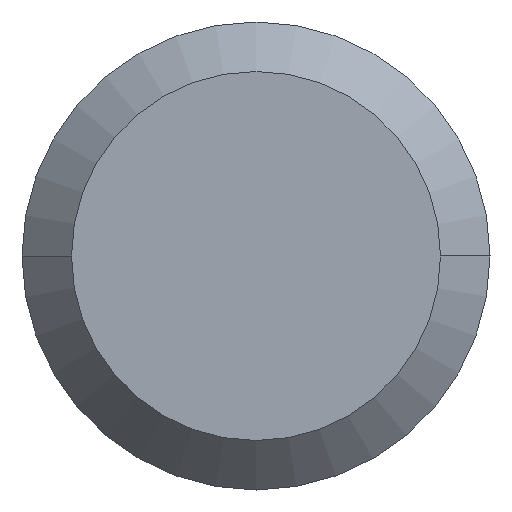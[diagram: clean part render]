
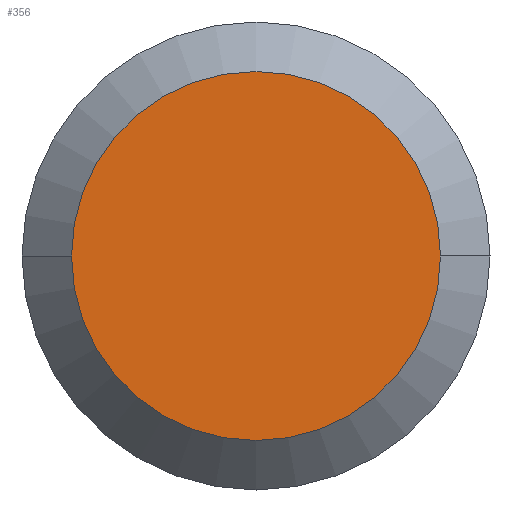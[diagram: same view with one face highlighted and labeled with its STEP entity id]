
A CAD part, left-side view. The second image highlights one B-rep face of the part: STEP entity #356.
In plain terms, the highlighted planar face has unit normal (-1, 0, 0).
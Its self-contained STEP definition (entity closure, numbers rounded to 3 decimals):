
#23 = CARTESIAN_POINT ( 'NONE',  ( 0., 2.365, 0. ) ) ;
#58 = DIRECTION ( 'NONE',  ( 0., 1., 0. ) ) ;
#97 = ORIENTED_EDGE ( 'NONE', *, *, #285, .F. ) ;
#110 = AXIS2_PLACEMENT_3D ( 'NONE', #336, #145, #403 ) ;
#145 = DIRECTION ( 'NONE',  ( 1., 0., 0. ) ) ;
#150 = CARTESIAN_POINT ( 'NONE',  ( 0., 0., 0. ) ) ;
#182 = DIRECTION ( 'NONE',  ( 0., -1., 0. ) ) ;
#185 = DIRECTION ( 'NONE',  ( -1., 0., 0. ) ) ;
#190 = CIRCLE ( 'NONE', #241, 2.365 ) ;
#194 = VERTEX_POINT ( 'NONE', #242 ) ;
#210 = CARTESIAN_POINT ( 'NONE',  ( 0., 0., 0. ) ) ;
#212 = AXIS2_PLACEMENT_3D ( 'NONE', #210, #185, #182 ) ;
#241 = AXIS2_PLACEMENT_3D ( 'NONE', #150, #375, #58 ) ;
#242 = CARTESIAN_POINT ( 'NONE',  ( 0., -2.365, 0. ) ) ;
#248 = PLANE ( 'NONE',  #212 ) ;
#251 = FACE_OUTER_BOUND ( 'NONE', #397, .T. ) ;
#285 = EDGE_CURVE ( 'NONE', #194, #346, #404, .T. ) ;
#336 = CARTESIAN_POINT ( 'NONE',  ( 0., 0., 0. ) ) ;
#346 = VERTEX_POINT ( 'NONE', #23 ) ;
#356 = ADVANCED_FACE ( 'NONE', ( #251 ), #248, .T. ) ;
#375 = DIRECTION ( 'NONE',  ( 1., 0., 0. ) ) ;
#386 = EDGE_CURVE ( 'NONE', #346, #194, #190, .T. ) ;
#389 = ORIENTED_EDGE ( 'NONE', *, *, #386, .F. ) ;
#397 = EDGE_LOOP ( 'NONE', ( #389, #97 ) ) ;
#403 = DIRECTION ( 'NONE',  ( 0., 1., 0. ) ) ;
#404 = CIRCLE ( 'NONE', #110, 2.365 ) ;
